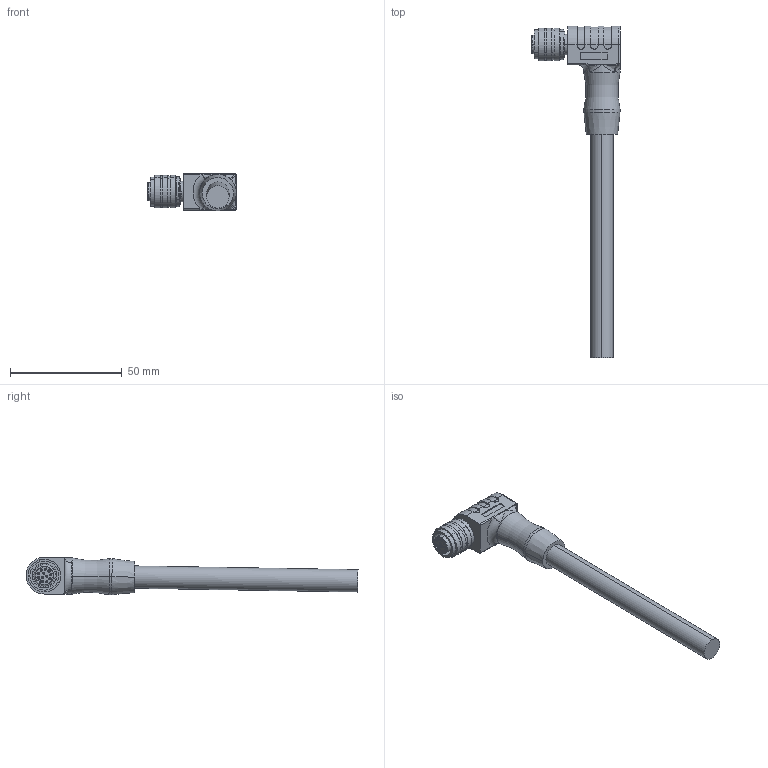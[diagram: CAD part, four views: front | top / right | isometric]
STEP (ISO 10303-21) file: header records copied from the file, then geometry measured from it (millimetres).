
FILE_DESCRIPTION((''),'2;1');
FILE_NAME('ELK12-M-S10_ASM','2019-03-26T',('xin.jin'),(''),'PRO/ENGINEER BY PARAMETRIC TECHNOLOGY CORPORATION, 2012060','PRO/ENGINEER BY PARAMETRIC TECHNOLOGY CORPORATION, 2012060','');
FILE_SCHEMA(('AUTOMOTIVE_DESIGN { 1 0 10303 214 1 1 1 1 }'));
Length unit declared in the file: millimetre
Products named in the file (1): ELK12-M-S10_ASM
Bounding box: 39.4 x 148.51 x 16.85 mm (x, y, z)
Volume: 20997.9 mm3; surface area: 9209.3 mm2
Topology: 1 solids, 5 shells, 547 faces, 1440 edges, 912 vertices
Faces by surface type: cylinder 276, plane 206, cone 30, bspline 20, torus 13, sphere 2
Entity records: 18562 total; most frequent: CARTESIAN_POINT 4699, DIRECTION 3076, ORIENTED_EDGE 2844, EDGE_CURVE 1426, AXIS2_PLACEMENT_3D 1237, VERTEX_POINT 912, CIRCLE 709, VECTOR 602
